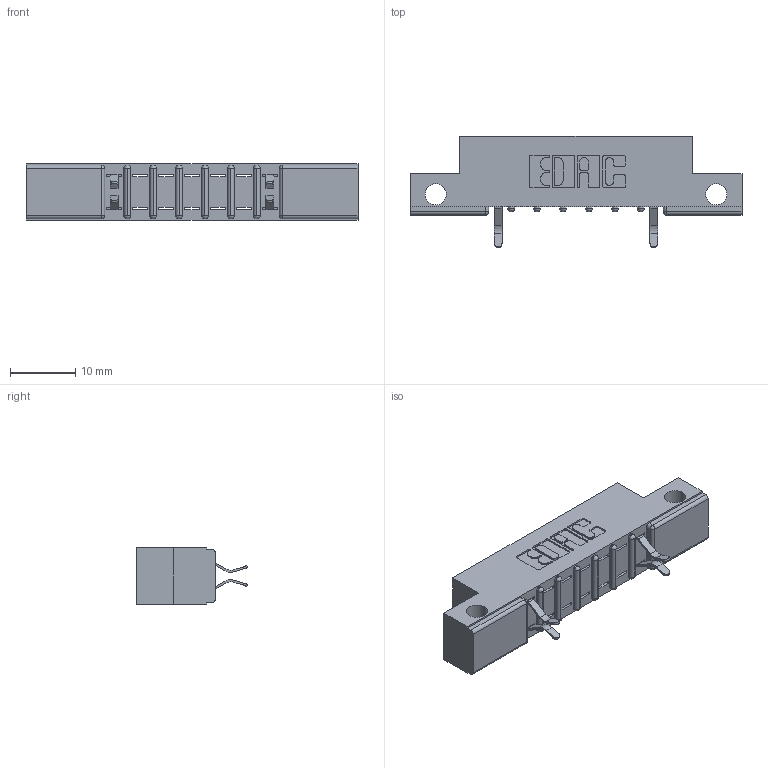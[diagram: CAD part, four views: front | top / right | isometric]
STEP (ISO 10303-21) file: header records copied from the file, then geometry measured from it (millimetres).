
FILE_DESCRIPTION (( 'STEP AP203' ), '1' );
FILE_NAME ('357-014-556-212.STEP', '2018-08-08T00:31:55', ( '' ), ( '' ), 'SwSTEP 2.0', 'SolidWorks 2016', '' );
FILE_SCHEMA (( 'CONFIG_CONTROL_DESIGN' ));
Length unit declared in the file: inch
Products named in the file (3): 307 Part_.128 Dia Side Mounting Holes; 307-290-001_556; 357-014-556-212
Assembly tree (5 placements, depth 2):
  357-014-556-212
    307 Part_.128 Dia Side Mounting Holes
    307-290-001_556  x4
Bounding box: 50.75 x 16.97 x 8.71 mm (x, y, z)
Volume: 3115.1 mm3; surface area: 3813 mm2
Topology: 5 solids, 5 shells, 426 faces, 1211 edges, 778 vertices
Faces by surface type: plane 262, cylinder 148, sphere 16
Entity records: 10326 total; most frequent: CARTESIAN_POINT 1741, ORIENTED_EDGE 1730, DIRECTION 1711, EDGE_CURVE 865, VECTOR 647, LINE 647, VERTEX_POINT 562, AXIS2_PLACEMENT_3D 532
